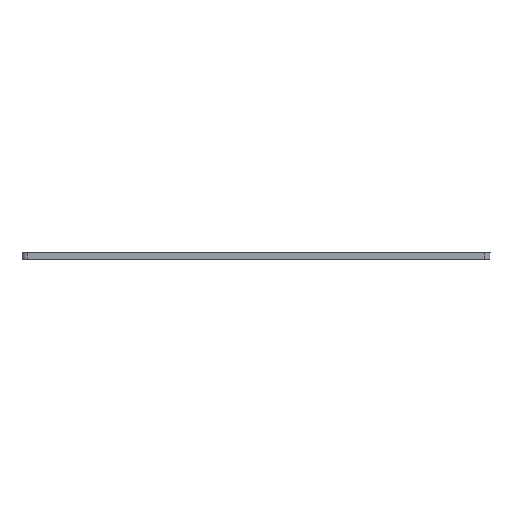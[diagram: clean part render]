
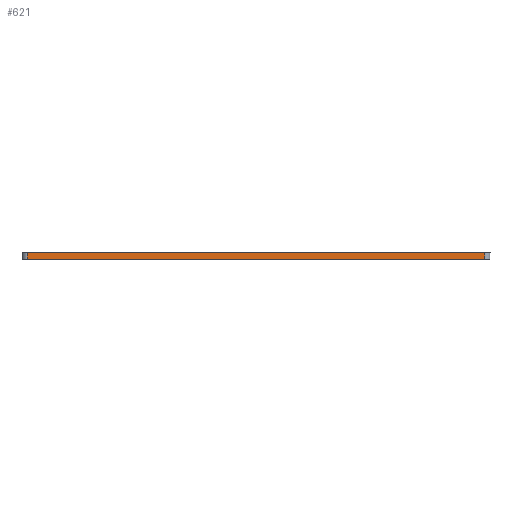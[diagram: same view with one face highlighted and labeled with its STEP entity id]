
A CAD part, front view. The second image highlights one B-rep face of the part: STEP entity #621.
In plain terms, the highlighted planar face has unit normal (0, -1, 0).
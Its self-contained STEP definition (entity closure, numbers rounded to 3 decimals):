
#57=PLANE('',#695);
#69=FACE_OUTER_BOUND('',#119,.T.);
#119=EDGE_LOOP('',(#477,#478,#479,#480));
#167=LINE('',#967,#203);
#173=LINE('',#1017,#209);
#175=LINE('',#1021,#211);
#176=LINE('',#1022,#212);
#203=VECTOR('',#775,10.);
#209=VECTOR('',#825,10.);
#211=VECTOR('',#829,10.);
#212=VECTOR('',#830,10.);
#294=VERTEX_POINT('',#964);
#295=VERTEX_POINT('',#966);
#317=VERTEX_POINT('',#1015);
#318=VERTEX_POINT('',#1020);
#354=EDGE_CURVE('',#294,#295,#167,.T.);
#379=EDGE_CURVE('',#317,#294,#173,.T.);
#381=EDGE_CURVE('',#318,#317,#175,.T.);
#382=EDGE_CURVE('',#295,#318,#176,.T.);
#477=ORIENTED_EDGE('',*,*,#379,.F.);
#478=ORIENTED_EDGE('',*,*,#381,.F.);
#479=ORIENTED_EDGE('',*,*,#382,.F.);
#480=ORIENTED_EDGE('',*,*,#354,.F.);
#621=ADVANCED_FACE('',(#69),#57,.T.);
#695=AXIS2_PLACEMENT_3D('',#1019,#827,#828);
#775=DIRECTION('',(1.,0.,0.));
#825=DIRECTION('',(0.,0.,1.));
#827=DIRECTION('center_axis',(0.,-1.,0.));
#828=DIRECTION('ref_axis',(-1.,0.,0.));
#829=DIRECTION('',(-1.,0.,0.));
#830=DIRECTION('',(0.,0.,-1.));
#964=CARTESIAN_POINT('',(-250.,-165.,-207.329));
#966=CARTESIAN_POINT('',(169.97,-165.,-207.329));
#967=CARTESIAN_POINT('',(-230.,-165.,-207.329));
#1015=CARTESIAN_POINT('',(-250.,-165.,-213.679));
#1017=CARTESIAN_POINT('',(-250.,-165.,-207.679));
#1019=CARTESIAN_POINT('Origin',(174.97,-165.,-207.679));
#1020=CARTESIAN_POINT('',(169.97,-165.,-213.679));
#1021=CARTESIAN_POINT('',(73.728,-165.,-213.679));
#1022=CARTESIAN_POINT('',(169.97,-165.,-207.679));
